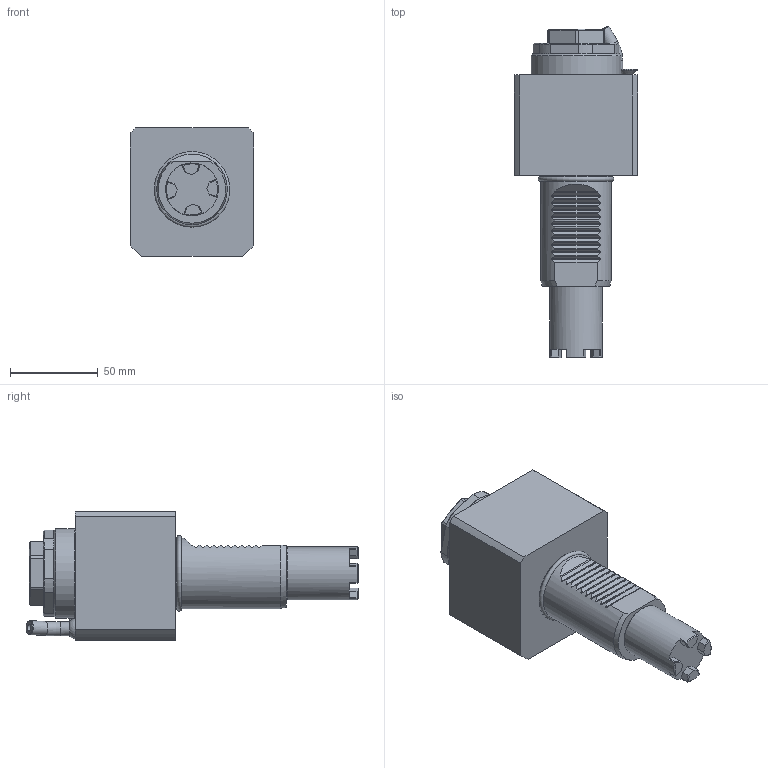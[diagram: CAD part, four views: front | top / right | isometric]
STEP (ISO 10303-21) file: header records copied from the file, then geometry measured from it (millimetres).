
FILE_DESCRIPTION (( 'STEP AP214' ), '1' );
FILE_NAME ('RAPPS40231UHS1.STEP', '2022-07-18T11:58:06', ( '' ), ( '' ), 'SwSTEP 2.0', 'SolidWorks 2016', '' );
FILE_SCHEMA (( 'AUTOMOTIVE_DESIGN' ));
Length unit declared in the file: millimetre
Products named in the file (1): RAPPS40231UHS1
Bounding box: 70 x 188.74 x 73 mm (x, y, z)
Volume: 433711 mm3; surface area: 43004.9 mm2
Topology: 1 solids, 1 shells, 498 faces, 1314 edges, 864 vertices
Faces by surface type: plane 322, bspline 88, cylinder 61, cone 22, torus 4, sphere 1
Full cylindrical faces by diameter (mm): 1.7 x1, 2.1 x1, 4 x2, 6.366 x1, 8 x2, 11.57 x1, 30 x1, 40 x2, 51 x1
Entity records: 23121 total; most frequent: CARTESIAN_POINT 8311, ORIENTED_EDGE 2562, DIRECTION 1963, EDGE_CURVE 1281, LINE 859, VECTOR 859, VERTEX_POINT 852, EDGE_LOOP 567
